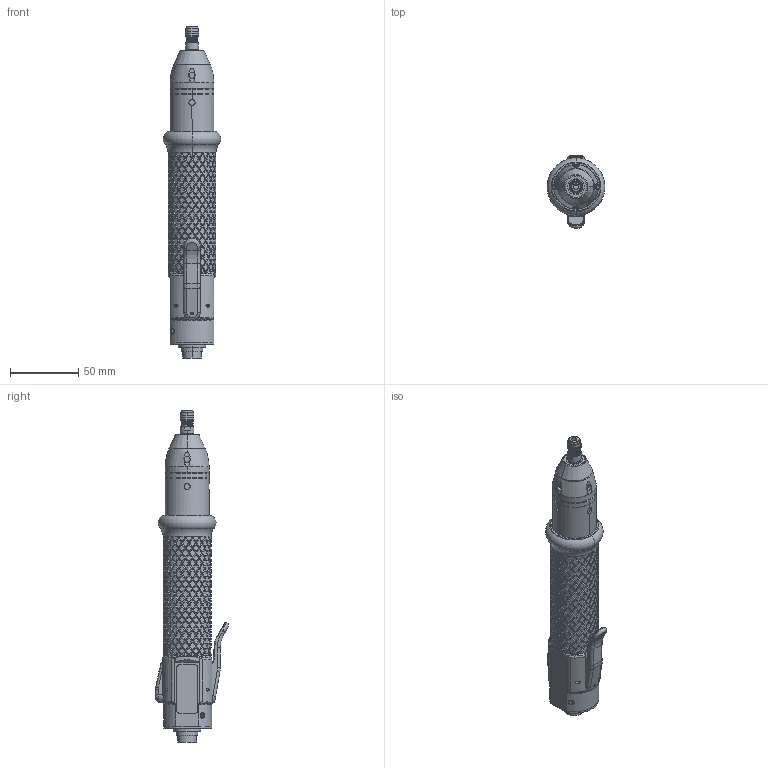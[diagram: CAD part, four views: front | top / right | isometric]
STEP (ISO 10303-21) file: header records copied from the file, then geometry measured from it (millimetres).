
FILE_DESCRIPTION((''),'2;1');
FILE_NAME('4224300141_ASM','2014-07-23T',('tooextcsr'),(''),'PRO/ENGINEER BY PARAMETRIC TECHNOLOGY CORPORATION, 2013410','PRO/ENGINEER BY PARAMETRIC TECHNOLOGY CORPORATION, 2013410','');
FILE_SCHEMA(('CONFIG_CONTROL_DESIGN','GEOMETRIC_VALIDATION_PROPERTIES_MIM'));
Length unit declared in the file: millimetre
Products named in the file (24): 4216115101; 4216258506; 4216258505; 4216263700; 4216258580_ASM; 4216114503; 0502109146; 4216111400_AF0; 4216204400; 4216114303; 4216113900_SPEC_AF0; 4216205502; 4216205701; 4224300200_ASM; 4216114600; 4216115000; 4216115880_SPEC; 4216115301; 4216228480_SPEC_ASM; 4216114700; 0219110036; 0101231112; 4216208900; 4224300141_ASM
Assembly tree (28 placements, depth 3):
  4224300141_ASM
    4216115101
    4216258580_ASM
      4216258506
      4216258505
      4216263700
    4224300200_ASM
      4216114503
      0502109146
      4216111400_AF0
      4216204400
      4216114303
      4216113900_SPEC_AF0
      4216205502
      4216205701
    4216114600
    4216115000
    4216228480_SPEC_ASM
      4216115880_SPEC
      4216115301
    4216114700
    0219110036  x4
    0101231112  x2
    4216208900  x2
Bounding box: 42.2 x 53.32 x 242.45 mm (x, y, z)
Volume: 79812.2 mm3; surface area: 88976.8 mm2
Topology: 26 solids, 45 shells, 3757 faces, 10515 edges, 6860 vertices
Faces by surface type: bspline 1692, cylinder 985, plane 854, cone 168, torus 54, sphere 4
Entity records: 244175 total; most frequent: CARTESIAN_POINT 133821, ORIENTED_EDGE 20504, PRESENTATION_STYLE_ASSIGNMENT 10382, STYLED_ITEM 10324, CURVE_STYLE 10287, EDGE_CURVE 10287, DIRECTION 8685, B_SPLINE_CURVE_WITH_KNOTS 6747
